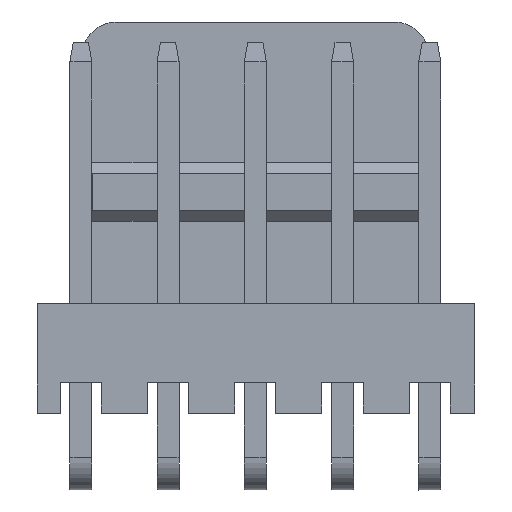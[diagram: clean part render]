
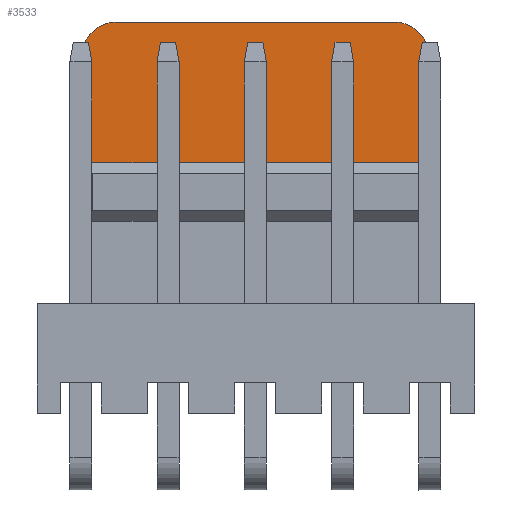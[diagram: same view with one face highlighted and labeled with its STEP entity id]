
A CAD part, top view. The second image highlights one B-rep face of the part: STEP entity #3533.
In plain terms, the highlighted planar face has unit normal (0, 0, 1).
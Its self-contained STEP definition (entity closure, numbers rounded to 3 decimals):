
#40 = AXIS2_PLACEMENT_3D ( 'NONE', #2295, #2304, #2305 ) ;
#284 = ORIENTED_EDGE ( 'NONE', *, *, #2491, .F. ) ;
#285 = ORIENTED_EDGE ( 'NONE', *, *, #2490, .T. ) ;
#286 = ORIENTED_EDGE ( 'NONE', *, *, #2489, .F. ) ;
#287 = ORIENTED_EDGE ( 'NONE', *, *, #2488, .T. ) ;
#288 = ORIENTED_EDGE ( 'NONE', *, *, #2487, .F. ) ;
#289 = ORIENTED_EDGE ( 'NONE', *, *, #2486, .T. ) ;
#762 = CARTESIAN_POINT ( 'NONE',  ( 0.562, 0.723, 0.86 ) ) ;
#763 = CARTESIAN_POINT ( 'NONE',  ( -9.538, 0.723, 0.86 ) ) ;
#766 = CARTESIAN_POINT ( 'NONE',  ( -9.538, 3.823, 0.86 ) ) ;
#767 = CARTESIAN_POINT ( 'NONE',  ( -0.438, 4.823, 0.86 ) ) ;
#768 = CARTESIAN_POINT ( 'NONE',  ( 0.562, 3.823, 0.86 ) ) ;
#770 = CARTESIAN_POINT ( 'NONE',  ( -8.538, 4.823, 0.86 ) ) ;
#1242 = CIRCLE ( 'NONE', #2579, 1. ) ;
#1248 = LINE ( 'NONE', #3216, #1251 ) ;
#1250 = LINE ( 'NONE', #3221, #1254 ) ;
#1251 = VECTOR ( 'NONE', #3218, 1000. ) ;
#1253 = CIRCLE ( 'NONE', #2580, 1. ) ;
#1254 = VECTOR ( 'NONE', #3217, 1000. ) ;
#1255 = LINE ( 'NONE', #3219, #1257 ) ;
#1256 = LINE ( 'NONE', #3230, #1259 ) ;
#1257 = VECTOR ( 'NONE', #3220, 1000. ) ;
#1259 = VECTOR ( 'NONE', #3231, 1000. ) ;
#1500 = FACE_OUTER_BOUND ( 'NONE', #3071, .T. ) ;
#2295 = CARTESIAN_POINT ( 'NONE',  ( -9.538, 0.723, 0.86 ) ) ;
#2302 = PLANE ( 'NONE',  #40 ) ;
#2304 = DIRECTION ( 'NONE',  ( 0., 0., -1. ) ) ;
#2305 = DIRECTION ( 'NONE',  ( -1., 0., 0. ) ) ;
#2486 = EDGE_CURVE ( 'NONE', #2850, #2847, #1248, .T. ) ;
#2487 = EDGE_CURVE ( 'NONE', #2850, #2854, #1242, .T. ) ;
#2488 = EDGE_CURVE ( 'NONE', #2851, #2854, #1250, .T. ) ;
#2489 = EDGE_CURVE ( 'NONE', #2851, #2852, #1253, .T. ) ;
#2490 = EDGE_CURVE ( 'NONE', #2846, #2852, #1255, .T. ) ;
#2491 = EDGE_CURVE ( 'NONE', #2846, #2847, #1256, .T. ) ;
#2579 = AXIS2_PLACEMENT_3D ( 'NONE', #3222, #3223, #3224 ) ;
#2580 = AXIS2_PLACEMENT_3D ( 'NONE', #3227, #3228, #3229 ) ;
#2846 = VERTEX_POINT ( 'NONE', #762 ) ;
#2847 = VERTEX_POINT ( 'NONE', #763 ) ;
#2850 = VERTEX_POINT ( 'NONE', #766 ) ;
#2851 = VERTEX_POINT ( 'NONE', #767 ) ;
#2852 = VERTEX_POINT ( 'NONE', #768 ) ;
#2854 = VERTEX_POINT ( 'NONE', #770 ) ;
#3071 = EDGE_LOOP ( 'NONE', ( #284, #285, #286, #287, #288, #289 ) ) ;
#3216 = CARTESIAN_POINT ( 'NONE',  ( -9.538, -3.377, 0.86 ) ) ;
#3217 = DIRECTION ( 'NONE',  ( -1., 0., 0. ) ) ;
#3218 = DIRECTION ( 'NONE',  ( 0., -1., 0. ) ) ;
#3219 = CARTESIAN_POINT ( 'NONE',  ( 0.562, 3.823, 0.86 ) ) ;
#3220 = DIRECTION ( 'NONE',  ( 0., 1., 0. ) ) ;
#3221 = CARTESIAN_POINT ( 'NONE',  ( -8.538, 4.823, 0.86 ) ) ;
#3222 = CARTESIAN_POINT ( 'NONE',  ( -8.538, 3.823, 0.86 ) ) ;
#3223 = DIRECTION ( 'NONE',  ( 0., 0., -1. ) ) ;
#3224 = DIRECTION ( 'NONE',  ( 1., 0., 0. ) ) ;
#3227 = CARTESIAN_POINT ( 'NONE',  ( -0.438, 3.823, 0.86 ) ) ;
#3228 = DIRECTION ( 'NONE',  ( 0., 0., -1. ) ) ;
#3229 = DIRECTION ( 'NONE',  ( 1., 0., 0. ) ) ;
#3230 = CARTESIAN_POINT ( 'NONE',  ( -9.538, 0.723, 0.86 ) ) ;
#3231 = DIRECTION ( 'NONE',  ( -1., 0., 0. ) ) ;
#3533 = ADVANCED_FACE ( 'NONE', ( #1500 ), #2302, .F. ) ;
